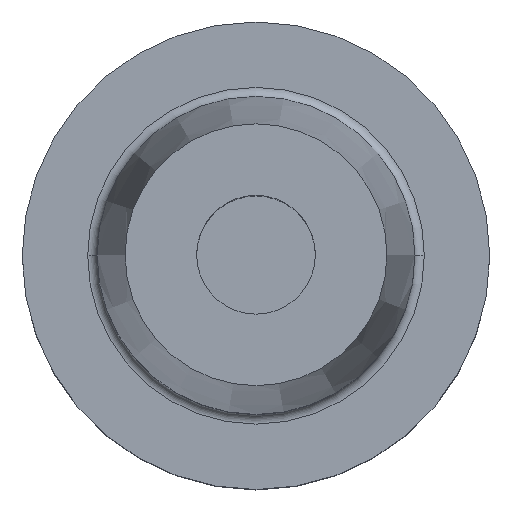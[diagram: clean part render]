
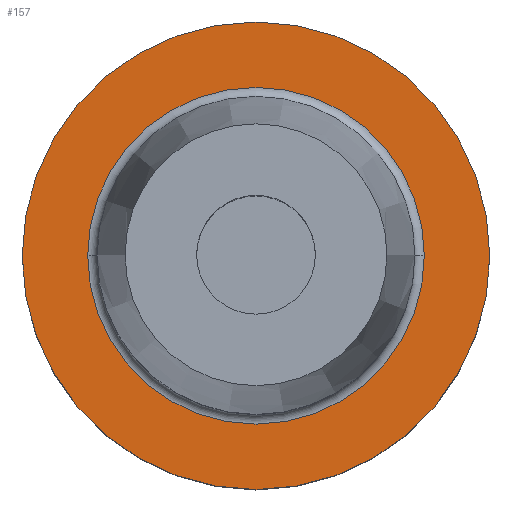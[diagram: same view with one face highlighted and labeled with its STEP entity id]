
A CAD part, top view. The second image highlights one B-rep face of the part: STEP entity #157.
In plain terms, the highlighted planar face has unit normal (0, 0, 1).
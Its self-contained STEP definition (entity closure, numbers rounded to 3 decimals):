
#39 = DIRECTION ( 'NONE',  ( 0., 0., 1. ) ) ;
#109 = EDGE_LOOP ( 'NONE', ( #756, #213 ) ) ;
#134 = CARTESIAN_POINT ( 'NONE',  ( -18., 0., 26. ) ) ;
#157 = ADVANCED_FACE ( 'NONE', ( #1017, #778 ), #326, .F. ) ;
#194 = VERTEX_POINT ( 'NONE', #490 ) ;
#213 = ORIENTED_EDGE ( 'NONE', *, *, #845, .T. ) ;
#312 = CARTESIAN_POINT ( 'NONE',  ( 0., 0., 26. ) ) ;
#326 = PLANE ( 'NONE',  #1080 ) ;
#330 = VERTEX_POINT ( 'NONE', #977 ) ;
#344 = CARTESIAN_POINT ( 'NONE',  ( 18., 0., 26. ) ) ;
#410 = CARTESIAN_POINT ( 'NONE',  ( 0., 0., 26. ) ) ;
#424 = DIRECTION ( 'NONE',  ( -1., 0., 0. ) ) ;
#431 = CIRCLE ( 'NONE', #1200, 25. ) ;
#460 = CIRCLE ( 'NONE', #1025, 18. ) ;
#481 = CARTESIAN_POINT ( 'NONE',  ( 0., 0., 26. ) ) ;
#490 = CARTESIAN_POINT ( 'NONE',  ( 25., 0., 26. ) ) ;
#498 = DIRECTION ( 'NONE',  ( 0., 0., -1. ) ) ;
#499 = DIRECTION ( 'NONE',  ( -1., 0., 0. ) ) ;
#511 = AXIS2_PLACEMENT_3D ( 'NONE', #481, #39, #1171 ) ;
#514 = EDGE_CURVE ( 'NONE', #599, #684, #676, .T. ) ;
#523 = DIRECTION ( 'NONE',  ( 0., 0., -1. ) ) ;
#599 = VERTEX_POINT ( 'NONE', #134 ) ;
#661 = AXIS2_PLACEMENT_3D ( 'NONE', #410, #498, #424 ) ;
#676 = CIRCLE ( 'NONE', #661, 18. ) ;
#684 = VERTEX_POINT ( 'NONE', #344 ) ;
#691 = DIRECTION ( 'NONE',  ( 0., 0., 1. ) ) ;
#693 = DIRECTION ( 'NONE',  ( 1., 0., 0. ) ) ;
#731 = EDGE_LOOP ( 'NONE', ( #1066, #806 ) ) ;
#756 = ORIENTED_EDGE ( 'NONE', *, *, #514, .T. ) ;
#765 = CARTESIAN_POINT ( 'NONE',  ( 0., 25., 26. ) ) ;
#778 = FACE_OUTER_BOUND ( 'NONE', #731, .T. ) ;
#806 = ORIENTED_EDGE ( 'NONE', *, *, #888, .T. ) ;
#845 = EDGE_CURVE ( 'NONE', #684, #599, #460, .T. ) ;
#873 = DIRECTION ( 'NONE',  ( 0., 0., -1. ) ) ;
#888 = EDGE_CURVE ( 'NONE', #330, #194, #431, .T. ) ;
#949 = DIRECTION ( 'NONE',  ( -1., 0., 0. ) ) ;
#967 = EDGE_CURVE ( 'NONE', #194, #330, #1109, .T. ) ;
#977 = CARTESIAN_POINT ( 'NONE',  ( -25., 0., 26. ) ) ;
#1017 = FACE_BOUND ( 'NONE', #109, .T. ) ;
#1025 = AXIS2_PLACEMENT_3D ( 'NONE', #1137, #873, #499 ) ;
#1066 = ORIENTED_EDGE ( 'NONE', *, *, #967, .T. ) ;
#1080 = AXIS2_PLACEMENT_3D ( 'NONE', #765, #523, #949 ) ;
#1109 = CIRCLE ( 'NONE', #511, 25. ) ;
#1137 = CARTESIAN_POINT ( 'NONE',  ( 0., 0., 26. ) ) ;
#1171 = DIRECTION ( 'NONE',  ( 1., 0., 0. ) ) ;
#1200 = AXIS2_PLACEMENT_3D ( 'NONE', #312, #691, #693 ) ;
